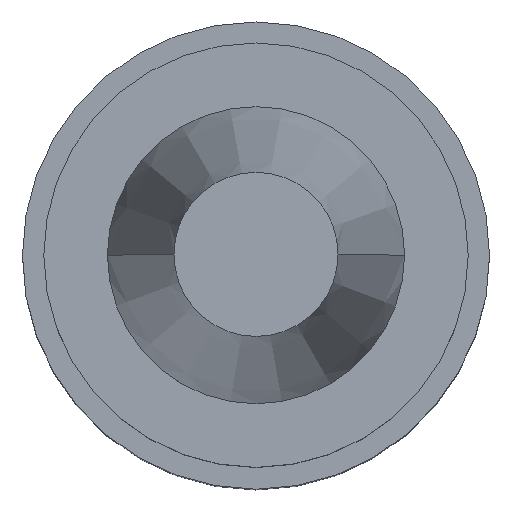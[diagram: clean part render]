
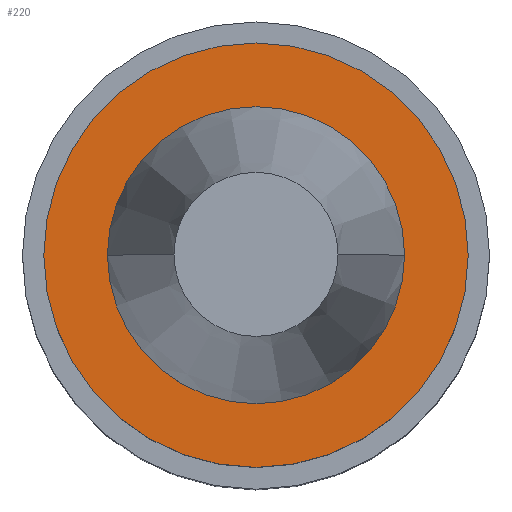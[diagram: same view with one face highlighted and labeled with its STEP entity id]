
A CAD part, top view. The second image highlights one B-rep face of the part: STEP entity #220.
In plain terms, the highlighted planar face has unit normal (0, 0, 1).
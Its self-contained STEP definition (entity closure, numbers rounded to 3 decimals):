
#11 = EDGE_CURVE ( 'NONE', #94, #536, #558, .T. ) ;
#30 = PLANE ( 'NONE',  #244 ) ;
#34 = EDGE_LOOP ( 'NONE', ( #500, #263 ) ) ;
#35 = DIRECTION ( 'NONE',  ( 1., 0., 0. ) ) ;
#38 = ORIENTED_EDGE ( 'NONE', *, *, #310, .T. ) ;
#81 = CIRCLE ( 'NONE', #207, 22.225 ) ;
#94 = VERTEX_POINT ( 'NONE', #136 ) ;
#96 = CARTESIAN_POINT ( 'NONE',  ( 0., 31.75, -1. ) ) ;
#109 = DIRECTION ( 'NONE',  ( 1., 0., 0. ) ) ;
#112 = VERTEX_POINT ( 'NONE', #394 ) ;
#114 = AXIS2_PLACEMENT_3D ( 'NONE', #715, #637, #35 ) ;
#136 = CARTESIAN_POINT ( 'NONE',  ( -31.75, 0., -1. ) ) ;
#153 = DIRECTION ( 'NONE',  ( 0., 0., 1. ) ) ;
#193 = VERTEX_POINT ( 'NONE', #216 ) ;
#207 = AXIS2_PLACEMENT_3D ( 'NONE', #587, #254, #389 ) ;
#216 = CARTESIAN_POINT ( 'NONE',  ( 22.225, 0., -1. ) ) ;
#220 = ADVANCED_FACE ( 'NONE', ( #240, #630 ), #30, .F. ) ;
#240 = FACE_BOUND ( 'NONE', #34, .T. ) ;
#244 = AXIS2_PLACEMENT_3D ( 'NONE', #96, #782, #785 ) ;
#254 = DIRECTION ( 'NONE',  ( 0., 0., 1. ) ) ;
#263 = ORIENTED_EDGE ( 'NONE', *, *, #458, .F. ) ;
#310 = EDGE_CURVE ( 'NONE', #536, #94, #777, .T. ) ;
#389 = DIRECTION ( 'NONE',  ( 1., 0., 0. ) ) ;
#394 = CARTESIAN_POINT ( 'NONE',  ( -22.225, 0., -1. ) ) ;
#404 = CARTESIAN_POINT ( 'NONE',  ( 31.75, 0., -1. ) ) ;
#458 = EDGE_CURVE ( 'NONE', #112, #193, #81, .T. ) ;
#485 = CARTESIAN_POINT ( 'NONE',  ( 0., 0., -1. ) ) ;
#500 = ORIENTED_EDGE ( 'NONE', *, *, #706, .F. ) ;
#509 = CIRCLE ( 'NONE', #561, 22.225 ) ;
#536 = VERTEX_POINT ( 'NONE', #404 ) ;
#558 = CIRCLE ( 'NONE', #631, 31.75 ) ;
#561 = AXIS2_PLACEMENT_3D ( 'NONE', #717, #781, #109 ) ;
#587 = CARTESIAN_POINT ( 'NONE',  ( 0., 0., -1. ) ) ;
#630 = FACE_OUTER_BOUND ( 'NONE', #707, .T. ) ;
#631 = AXIS2_PLACEMENT_3D ( 'NONE', #485, #153, #693 ) ;
#637 = DIRECTION ( 'NONE',  ( 0., 0., 1. ) ) ;
#686 = ORIENTED_EDGE ( 'NONE', *, *, #11, .T. ) ;
#693 = DIRECTION ( 'NONE',  ( 1., 0., 0. ) ) ;
#706 = EDGE_CURVE ( 'NONE', #193, #112, #509, .T. ) ;
#707 = EDGE_LOOP ( 'NONE', ( #38, #686 ) ) ;
#715 = CARTESIAN_POINT ( 'NONE',  ( 0., 0., -1. ) ) ;
#717 = CARTESIAN_POINT ( 'NONE',  ( 0., 0., -1. ) ) ;
#777 = CIRCLE ( 'NONE', #114, 31.75 ) ;
#781 = DIRECTION ( 'NONE',  ( 0., 0., 1. ) ) ;
#782 = DIRECTION ( 'NONE',  ( 0., 0., -1. ) ) ;
#785 = DIRECTION ( 'NONE',  ( -1., 0., 0. ) ) ;
